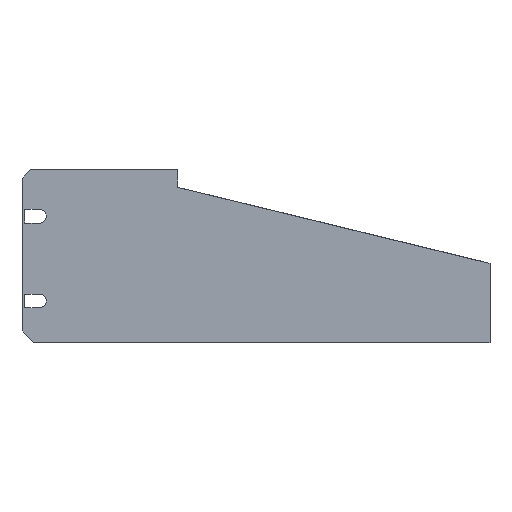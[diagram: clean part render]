
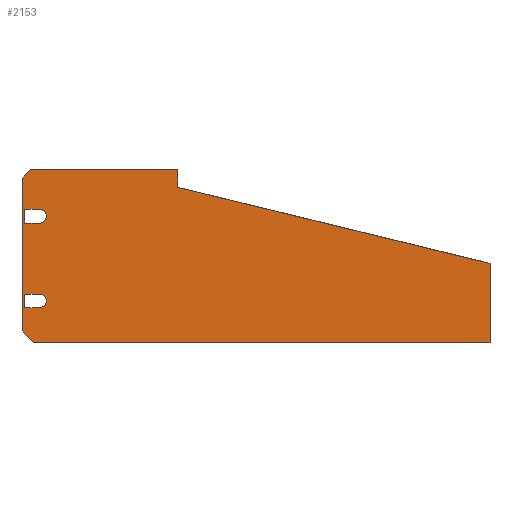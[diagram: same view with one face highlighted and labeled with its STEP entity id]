
A CAD part, left-side view. The second image highlights one B-rep face of the part: STEP entity #2153.
In plain terms, the highlighted planar face has unit normal (-1, 0, 0).
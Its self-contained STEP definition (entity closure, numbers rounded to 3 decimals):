
#8 = LINE ( 'NONE', #2366, #1480 ) ;
#20 = VECTOR ( 'NONE', #476, 1000. ) ;
#43 = ORIENTED_EDGE ( 'NONE', *, *, #1067, .F. ) ;
#59 = CARTESIAN_POINT ( 'NONE',  ( -119., 134.45, 47.5 ) ) ;
#78 = LINE ( 'NONE', #871, #309 ) ;
#107 = VECTOR ( 'NONE', #195, 1000. ) ;
#122 = DIRECTION ( 'NONE',  ( 0., 1., 0. ) ) ;
#132 = VECTOR ( 'NONE', #1674, 1000. ) ;
#153 = DIRECTION ( 'NONE',  ( -1., 0., 0. ) ) ;
#158 = VERTEX_POINT ( 'NONE', #2035 ) ;
#175 = EDGE_CURVE ( 'NONE', #298, #284, #2408, .T. ) ;
#195 = DIRECTION ( 'NONE',  ( 0., -1., 0. ) ) ;
#222 = DIRECTION ( 'NONE',  ( 0., 0., 1. ) ) ;
#225 = VECTOR ( 'NONE', #1740, 1000. ) ;
#227 = LINE ( 'NONE', #1202, #1591 ) ;
#230 = CIRCLE ( 'NONE', #1357, 2. ) ;
#233 = AXIS2_PLACEMENT_3D ( 'NONE', #2018, #1643, #858 ) ;
#281 = LINE ( 'NONE', #1620, #20 ) ;
#284 = VERTEX_POINT ( 'NONE', #1513 ) ;
#298 = VERTEX_POINT ( 'NONE', #2518 ) ;
#302 = CARTESIAN_POINT ( 'NONE',  ( -119., 134.45, 10. ) ) ;
#309 = VECTOR ( 'NONE', #488, 1000. ) ;
#333 = DIRECTION ( 'NONE',  ( 0., 0., 1. ) ) ;
#337 = VERTEX_POINT ( 'NONE', #302 ) ;
#345 = ORIENTED_EDGE ( 'NONE', *, *, #1482, .F. ) ;
#371 = CARTESIAN_POINT ( 'NONE',  ( -119., 90.25, -2. ) ) ;
#373 = EDGE_CURVE ( 'NONE', #2117, #1337, #1073, .T. ) ;
#391 = VERTEX_POINT ( 'NONE', #2480 ) ;
#454 = CARTESIAN_POINT ( 'NONE',  ( -119., 131.922, 0. ) ) ;
#474 = ORIENTED_EDGE ( 'NONE', *, *, #2454, .T. ) ;
#476 = DIRECTION ( 'NONE',  ( 0., 1., 0. ) ) ;
#488 = DIRECTION ( 'NONE',  ( 0., 0., 1. ) ) ;
#505 = CARTESIAN_POINT ( 'NONE',  ( -119., 130.25, 12. ) ) ;
#523 = VECTOR ( 'NONE', #122, 1000. ) ;
#525 = VECTOR ( 'NONE', #2288, 1000. ) ;
#568 = AXIS2_PLACEMENT_3D ( 'NONE', #1093, #153, #333 ) ;
#580 = DIRECTION ( 'NONE',  ( 0., 0., 1. ) ) ;
#584 = VERTEX_POINT ( 'NONE', #2091 ) ;
#642 = FACE_BOUND ( 'NONE', #710, .T. ) ;
#710 = EDGE_LOOP ( 'NONE', ( #2323, #2090, #1409, #1691 ) ) ;
#734 = CARTESIAN_POINT ( 'NONE',  ( -119., 135.25, 50. ) ) ;
#741 = CARTESIAN_POINT ( 'NONE',  ( -119., 130.25, 34.5 ) ) ;
#748 = EDGE_LOOP ( 'NONE', ( #1487, #43, #1833, #1424, #1666, #474, #975, #1396 ) ) ;
#793 = CARTESIAN_POINT ( 'NONE',  ( -119., 130.25, 10. ) ) ;
#858 = DIRECTION ( 'NONE',  ( 0., 0., 1. ) ) ;
#871 = CARTESIAN_POINT ( 'NONE',  ( -119., 0., 28. ) ) ;
#885 = CARTESIAN_POINT ( 'NONE',  ( -119., 135.25, 0. ) ) ;
#932 = VERTEX_POINT ( 'NONE', #1278 ) ;
#973 = DIRECTION ( 'NONE',  ( 0., 0.707, -0.707 ) ) ;
#975 = ORIENTED_EDGE ( 'NONE', *, *, #1608, .T. ) ;
#1021 = DIRECTION ( 'NONE',  ( 0., 0.972, 0.237 ) ) ;
#1026 = ORIENTED_EDGE ( 'NONE', *, *, #1572, .F. ) ;
#1053 = EDGE_CURVE ( 'NONE', #337, #584, #1701, .T. ) ;
#1057 = VERTEX_POINT ( 'NONE', #2506 ) ;
#1064 = EDGE_CURVE ( 'NONE', #298, #932, #1543, .T. ) ;
#1065 = CARTESIAN_POINT ( 'NONE',  ( -119., 0., 22.854 ) ) ;
#1067 = EDGE_CURVE ( 'NONE', #2117, #1267, #2104, .T. ) ;
#1071 = CARTESIAN_POINT ( 'NONE',  ( -119., 132.75, 50. ) ) ;
#1073 = LINE ( 'NONE', #1868, #132 ) ;
#1093 = CARTESIAN_POINT ( 'NONE',  ( -119., 130.25, 36.5 ) ) ;
#1132 = VERTEX_POINT ( 'NONE', #1351 ) ;
#1135 = ORIENTED_EDGE ( 'NONE', *, *, #1053, .T. ) ;
#1197 = CARTESIAN_POINT ( 'NONE',  ( -119., 135.25, 3.328 ) ) ;
#1202 = CARTESIAN_POINT ( 'NONE',  ( -119., 121.945, 52.58 ) ) ;
#1227 = VECTOR ( 'NONE', #222, 1000. ) ;
#1267 = VERTEX_POINT ( 'NONE', #1457 ) ;
#1278 = CARTESIAN_POINT ( 'NONE',  ( -119., 130.25, 34.5 ) ) ;
#1292 = VERTEX_POINT ( 'NONE', #1071 ) ;
#1294 = CARTESIAN_POINT ( 'NONE',  ( -119., 130.25, 38.5 ) ) ;
#1337 = VERTEX_POINT ( 'NONE', #454 ) ;
#1351 = CARTESIAN_POINT ( 'NONE',  ( -119., 130.25, 38.5 ) ) ;
#1357 = AXIS2_PLACEMENT_3D ( 'NONE', #505, #1930, #2504 ) ;
#1377 = EDGE_CURVE ( 'NONE', #158, #584, #281, .T. ) ;
#1393 = VECTOR ( 'NONE', #2334, 1000. ) ;
#1396 = ORIENTED_EDGE ( 'NONE', *, *, #2338, .F. ) ;
#1409 = ORIENTED_EDGE ( 'NONE', *, *, #1512, .F. ) ;
#1422 = PLANE ( 'NONE',  #233 ) ;
#1424 = ORIENTED_EDGE ( 'NONE', *, *, #1517, .T. ) ;
#1457 = CARTESIAN_POINT ( 'NONE',  ( -119., 135.25, 47.5 ) ) ;
#1474 = EDGE_LOOP ( 'NONE', ( #1135, #2124, #345, #1026 ) ) ;
#1480 = VECTOR ( 'NONE', #973, 1000. ) ;
#1482 = EDGE_CURVE ( 'NONE', #2186, #158, #230, .T. ) ;
#1487 = ORIENTED_EDGE ( 'NONE', *, *, #2054, .T. ) ;
#1504 = LINE ( 'NONE', #885, #1729 ) ;
#1512 = EDGE_CURVE ( 'NONE', #932, #1132, #1686, .T. ) ;
#1513 = CARTESIAN_POINT ( 'NONE',  ( -119., 134.45, 38.5 ) ) ;
#1517 = EDGE_CURVE ( 'NONE', #1337, #391, #1504, .T. ) ;
#1518 = VECTOR ( 'NONE', #2532, 1000. ) ;
#1543 = LINE ( 'NONE', #741, #225 ) ;
#1572 = EDGE_CURVE ( 'NONE', #337, #2186, #2552, .T. ) ;
#1583 = CARTESIAN_POINT ( 'NONE',  ( -119., 90.25, 50. ) ) ;
#1585 = VERTEX_POINT ( 'NONE', #1583 ) ;
#1591 = VECTOR ( 'NONE', #1021, 1000. ) ;
#1596 = VECTOR ( 'NONE', #580, 1000. ) ;
#1608 = EDGE_CURVE ( 'NONE', #1057, #1585, #2164, .T. ) ;
#1614 = FACE_BOUND ( 'NONE', #1474, .T. ) ;
#1620 = CARTESIAN_POINT ( 'NONE',  ( -119., 130.25, 14. ) ) ;
#1629 = FACE_OUTER_BOUND ( 'NONE', #748, .T. ) ;
#1643 = DIRECTION ( 'NONE',  ( -1., 0., 0. ) ) ;
#1666 = ORIENTED_EDGE ( 'NONE', *, *, #1820, .T. ) ;
#1674 = DIRECTION ( 'NONE',  ( 0., -0.707, -0.707 ) ) ;
#1686 = CIRCLE ( 'NONE', #568, 2. ) ;
#1691 = ORIENTED_EDGE ( 'NONE', *, *, #1064, .F. ) ;
#1701 = LINE ( 'NONE', #1920, #1518 ) ;
#1729 = VECTOR ( 'NONE', #2530, 1000. ) ;
#1740 = DIRECTION ( 'NONE',  ( 0., -1., 0. ) ) ;
#1820 = EDGE_CURVE ( 'NONE', #391, #2217, #78, .T. ) ;
#1833 = ORIENTED_EDGE ( 'NONE', *, *, #373, .T. ) ;
#1868 = CARTESIAN_POINT ( 'NONE',  ( -119., 132.586, 0.664 ) ) ;
#1920 = CARTESIAN_POINT ( 'NONE',  ( -119., 134.45, 47.5 ) ) ;
#1930 = DIRECTION ( 'NONE',  ( -1., 0., 0. ) ) ;
#1957 = EDGE_CURVE ( 'NONE', #1132, #284, #2329, .T. ) ;
#2018 = CARTESIAN_POINT ( 'NONE',  ( -119., 135.25, -2. ) ) ;
#2035 = CARTESIAN_POINT ( 'NONE',  ( -119., 130.25, 14. ) ) ;
#2053 = CARTESIAN_POINT ( 'NONE',  ( -119., 130.25, 10. ) ) ;
#2054 = EDGE_CURVE ( 'NONE', #1292, #1267, #8, .T. ) ;
#2067 = LINE ( 'NONE', #734, #525 ) ;
#2090 = ORIENTED_EDGE ( 'NONE', *, *, #1957, .F. ) ;
#2091 = CARTESIAN_POINT ( 'NONE',  ( -119., 134.45, 14. ) ) ;
#2104 = LINE ( 'NONE', #2296, #1393 ) ;
#2117 = VERTEX_POINT ( 'NONE', #1197 ) ;
#2124 = ORIENTED_EDGE ( 'NONE', *, *, #1377, .F. ) ;
#2153 = ADVANCED_FACE ( 'NONE', ( #1629, #642, #1614 ), #1422, .T. ) ;
#2164 = LINE ( 'NONE', #371, #1596 ) ;
#2186 = VERTEX_POINT ( 'NONE', #2053 ) ;
#2217 = VERTEX_POINT ( 'NONE', #1065 ) ;
#2288 = DIRECTION ( 'NONE',  ( 0., -1., 0. ) ) ;
#2296 = CARTESIAN_POINT ( 'NONE',  ( -119., 135.25, -2. ) ) ;
#2323 = ORIENTED_EDGE ( 'NONE', *, *, #175, .T. ) ;
#2329 = LINE ( 'NONE', #1294, #523 ) ;
#2334 = DIRECTION ( 'NONE',  ( 0., 0., 1. ) ) ;
#2338 = EDGE_CURVE ( 'NONE', #1292, #1585, #2067, .T. ) ;
#2366 = CARTESIAN_POINT ( 'NONE',  ( -119., 160., 22.75 ) ) ;
#2408 = LINE ( 'NONE', #59, #1227 ) ;
#2454 = EDGE_CURVE ( 'NONE', #2217, #1057, #227, .T. ) ;
#2480 = CARTESIAN_POINT ( 'NONE',  ( -119., 0., 0. ) ) ;
#2504 = DIRECTION ( 'NONE',  ( 0., 0., 1. ) ) ;
#2506 = CARTESIAN_POINT ( 'NONE',  ( -119., 90.25, 44.854 ) ) ;
#2518 = CARTESIAN_POINT ( 'NONE',  ( -119., 134.45, 34.5 ) ) ;
#2530 = DIRECTION ( 'NONE',  ( 0., -1., 0. ) ) ;
#2532 = DIRECTION ( 'NONE',  ( 0., 0., 1. ) ) ;
#2552 = LINE ( 'NONE', #793, #107 ) ;
